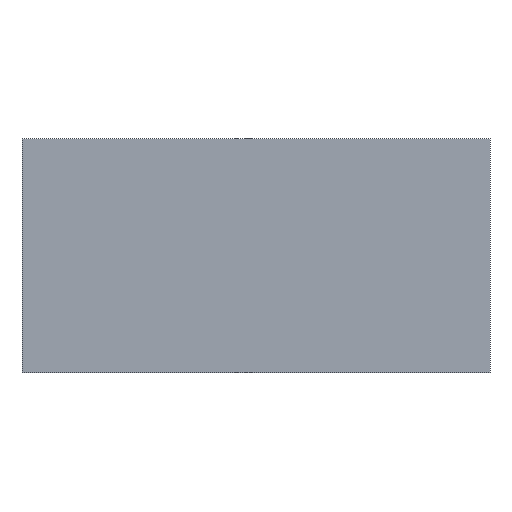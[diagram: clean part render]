
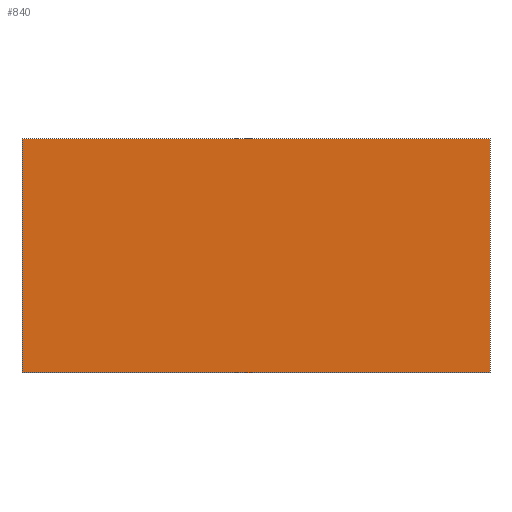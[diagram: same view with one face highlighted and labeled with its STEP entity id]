
A CAD part, front view. The second image highlights one B-rep face of the part: STEP entity #840.
In plain terms, the highlighted planar face has unit normal (0, -1, 0).
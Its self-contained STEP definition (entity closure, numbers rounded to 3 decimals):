
#105=PLANE('',#880);
#150=FACE_OUTER_BOUND('',#200,.T.);
#200=EDGE_LOOP('',(#791,#792,#793,#794));
#269=LINE('',#1599,#345);
#272=LINE('',#1604,#348);
#274=LINE('',#1608,#350);
#276=LINE('',#1611,#352);
#345=VECTOR('',#993,10.);
#348=VECTOR('',#998,10.);
#350=VECTOR('',#1002,10.);
#352=VECTOR('',#1006,10.);
#431=VERTEX_POINT('',#1597);
#432=VERTEX_POINT('',#1598);
#433=VERTEX_POINT('',#1603);
#434=VERTEX_POINT('',#1607);
#547=EDGE_CURVE('',#431,#432,#269,.T.);
#550=EDGE_CURVE('',#433,#431,#272,.T.);
#552=EDGE_CURVE('',#434,#433,#274,.T.);
#554=EDGE_CURVE('',#432,#434,#276,.T.);
#791=ORIENTED_EDGE('',*,*,#554,.F.);
#792=ORIENTED_EDGE('',*,*,#547,.F.);
#793=ORIENTED_EDGE('',*,*,#550,.F.);
#794=ORIENTED_EDGE('',*,*,#552,.F.);
#840=ADVANCED_FACE('',(#150),#105,.F.);
#880=AXIS2_PLACEMENT_3D('',#1613,#1009,#1010);
#993=DIRECTION('',(-1.,0.,0.));
#998=DIRECTION('',(0.,0.,-1.));
#1002=DIRECTION('',(1.,0.,0.));
#1006=DIRECTION('',(0.,0.,1.));
#1009=DIRECTION('center_axis',(0.,1.,0.));
#1010=DIRECTION('ref_axis',(1.,0.,0.));
#1597=CARTESIAN_POINT('',(20.,0.,-10.));
#1598=CARTESIAN_POINT('',(0.,0.,-10.));
#1599=CARTESIAN_POINT('',(20.,0.,-10.));
#1603=CARTESIAN_POINT('',(20.,0.,0.));
#1604=CARTESIAN_POINT('',(20.,0.,0.));
#1607=CARTESIAN_POINT('',(0.,0.,0.));
#1608=CARTESIAN_POINT('',(0.,0.,0.));
#1611=CARTESIAN_POINT('',(0.,0.,-10.));
#1613=CARTESIAN_POINT('Origin',(10.,0.,-5.));
